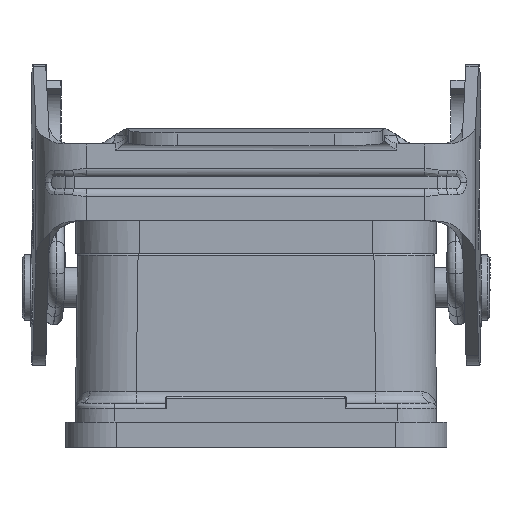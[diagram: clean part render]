
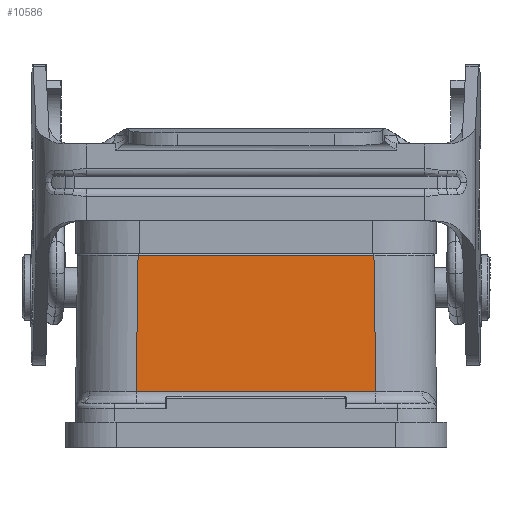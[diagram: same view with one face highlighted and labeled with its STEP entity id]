
A CAD part, front view. The second image highlights one B-rep face of the part: STEP entity #10586.
In plain terms, the highlighted planar face has unit normal (0, -1, 0.018).
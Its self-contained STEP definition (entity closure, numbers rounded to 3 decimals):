
#1623 = CARTESIAN_POINT ( 'NONE',  ( 14.082, -59.745, 10.452 ) ) ;
#5769 = ORIENTED_EDGE ( 'NONE', *, *, #14136, .T. ) ;
#7251 = B_SPLINE_CURVE_WITH_KNOTS ( 'NONE', 3,
 ( #18675, #22348, #41004, #44699 ),
 .UNSPECIFIED., .F., .F.,
 ( 4, 4 ),
 ( 0., 1. ),
 .UNSPECIFIED. ) ;
#8887 = CARTESIAN_POINT ( 'NONE',  ( 14.157, -59.839, 5.076 ) ) ;
#9709 = CARTESIAN_POINT ( 'NONE',  ( 14.157, -59.839, 5.076 ) ) ;
#9860 = VERTEX_POINT ( 'NONE', #9709 ) ;
#10137 = CARTESIAN_POINT ( 'NONE',  ( 14.007, -59.651, 15.827 ) ) ;
#10586 = ADVANCED_FACE ( 'NONE', ( #19240 ), #16639, .T. ) ;
#11109 = B_SPLINE_CURVE_WITH_KNOTS ( 'NONE', 3,
 ( #39219, #10137, #1623, #8887 ),
 .UNSPECIFIED., .F., .F.,
 ( 4, 4 ),
 ( 0., 1. ),
 .UNSPECIFIED. ) ;
#11522 = CARTESIAN_POINT ( 'NONE',  ( 13.931, -59.557, 21.203 ) ) ;
#11765 = VERTEX_POINT ( 'NONE', #16776 ) ;
#14136 = EDGE_CURVE ( 'NONE', #45460, #11765, #27964, .T. ) ;
#14946 = CARTESIAN_POINT ( 'NONE',  ( -13.931, -59.557, 21.203 ) ) ;
#16639 = PLANE ( 'NONE',  #41527 ) ;
#16776 = CARTESIAN_POINT ( 'NONE',  ( -14.157, -59.839, 5.076 ) ) ;
#16925 = CARTESIAN_POINT ( 'NONE',  ( 4.719, -59.839, 5.076 ) ) ;
#17688 = B_SPLINE_CURVE_WITH_KNOTS ( 'NONE', 3,
 ( #28203, #45333, #16925, #38955 ),
 .UNSPECIFIED., .F., .F.,
 ( 4, 4 ),
 ( 0., 1. ),
 .UNSPECIFIED. ) ;
#18675 = CARTESIAN_POINT ( 'NONE',  ( 13.931, -59.557, 21.203 ) ) ;
#19178 = EDGE_CURVE ( 'NONE', #25059, #9860, #11109, .T. ) ;
#19240 = FACE_OUTER_BOUND ( 'NONE', #33427, .T. ) ;
#20847 = EDGE_CURVE ( 'NONE', #25059, #45460, #7251, .T. ) ;
#22279 = CARTESIAN_POINT ( 'NONE',  ( -14.157, -59.839, 5.076 ) ) ;
#22348 = CARTESIAN_POINT ( 'NONE',  ( 4.644, -59.557, 21.203 ) ) ;
#23944 = CARTESIAN_POINT ( 'NONE',  ( 21.526, -59.55, 21.593 ) ) ;
#25059 = VERTEX_POINT ( 'NONE', #11522 ) ;
#27964 = B_SPLINE_CURVE_WITH_KNOTS ( 'NONE', 3,
 ( #14946, #37309, #41256, #22279 ),
 .UNSPECIFIED., .F., .F.,
 ( 4, 4 ),
 ( 0., 1. ),
 .UNSPECIFIED. ) ;
#28203 = CARTESIAN_POINT ( 'NONE',  ( -14.157, -59.839, 5.076 ) ) ;
#29817 = ORIENTED_EDGE ( 'NONE', *, *, #37252, .T. ) ;
#33427 = EDGE_LOOP ( 'NONE', ( #5769, #29817, #36352, #44387 ) ) ;
#33846 = CARTESIAN_POINT ( 'NONE',  ( -13.931, -59.557, 21.203 ) ) ;
#34983 = DIRECTION ( 'NONE',  ( 0., -1., 0.017 ) ) ;
#36352 = ORIENTED_EDGE ( 'NONE', *, *, #19178, .F. ) ;
#37252 = EDGE_CURVE ( 'NONE', #11765, #9860, #17688, .T. ) ;
#37309 = CARTESIAN_POINT ( 'NONE',  ( -14.007, -59.651, 15.827 ) ) ;
#38677 = DIRECTION ( 'NONE',  ( -1., 0., 0. ) ) ;
#38955 = CARTESIAN_POINT ( 'NONE',  ( 14.157, -59.839, 5.076 ) ) ;
#39219 = CARTESIAN_POINT ( 'NONE',  ( 13.931, -59.557, 21.203 ) ) ;
#41004 = CARTESIAN_POINT ( 'NONE',  ( -4.644, -59.557, 21.203 ) ) ;
#41256 = CARTESIAN_POINT ( 'NONE',  ( -14.082, -59.745, 10.452 ) ) ;
#41527 = AXIS2_PLACEMENT_3D ( 'NONE', #23944, #34983, #38677 ) ;
#44387 = ORIENTED_EDGE ( 'NONE', *, *, #20847, .T. ) ;
#44699 = CARTESIAN_POINT ( 'NONE',  ( -13.931, -59.557, 21.203 ) ) ;
#45333 = CARTESIAN_POINT ( 'NONE',  ( -4.719, -59.839, 5.076 ) ) ;
#45460 = VERTEX_POINT ( 'NONE', #33846 ) ;
